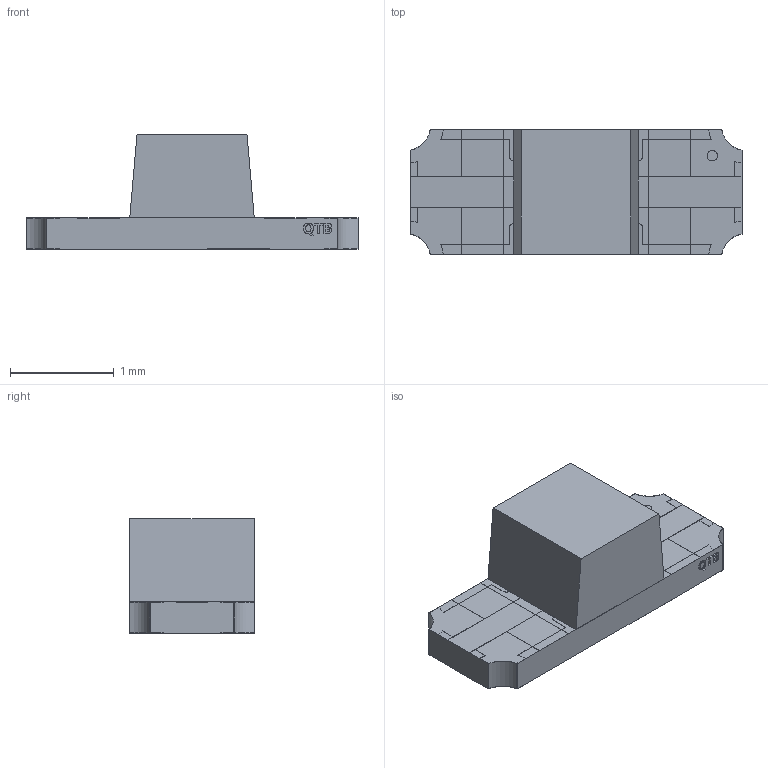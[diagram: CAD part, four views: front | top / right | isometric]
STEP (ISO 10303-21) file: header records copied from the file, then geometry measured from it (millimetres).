
FILE_DESCRIPTION(/* description */ (''),/* implementation_level */ '2;1');
FILE_NAME(/* name */ '5fab0faf4170af0f33aaece6',/* time_stamp */ '2020-11-10T22:09:52+00:00',/* author */ (''),/* organization */ (''),/* preprocessor_version */ 'ST-DEVELOPER v16.7',/* originating_system */ $,/* authorisation */ $);
FILE_SCHEMA (('AUTOMOTIVE_DESIGN {1 0 10303 214 3 1 1}'));
Length unit declared in the file: metre
Products named in the file (10): QBLP655(R) (Bi-Tri Color); Part 2; Part 3; Part 7; Part 4; Part 5; Part 1; Part 9; Part 6; Part 8
Assembly tree (9 placements, depth 2):
  QBLP655(R) (Bi-Tri Color)
    Part 2
    Part 3
    Part 7
    Part 4
    Part 5
    Part 1
    Part 9
    Part 6
    Part 8
Bounding box: 3.2 x 1.2 x 1.1 mm (x, y, z)
Volume: 2.2 mm3; surface area: 26.4 mm2
Topology: 9 solids, 9 shells, 322 faces, 883 edges, 586 vertices
Faces by surface type: plane 239, cylinder 54, bspline 29
Full cylindrical faces by diameter (mm): 0.1 x2
Entity records: 10461 total; most frequent: CARTESIAN_POINT 2118, ORIENTED_EDGE 1762, DIRECTION 1537, EDGE_CURVE 881, LINE 715, VECTOR 715, VERTEX_POINT 586, AXIS2_PLACEMENT_3D 411
